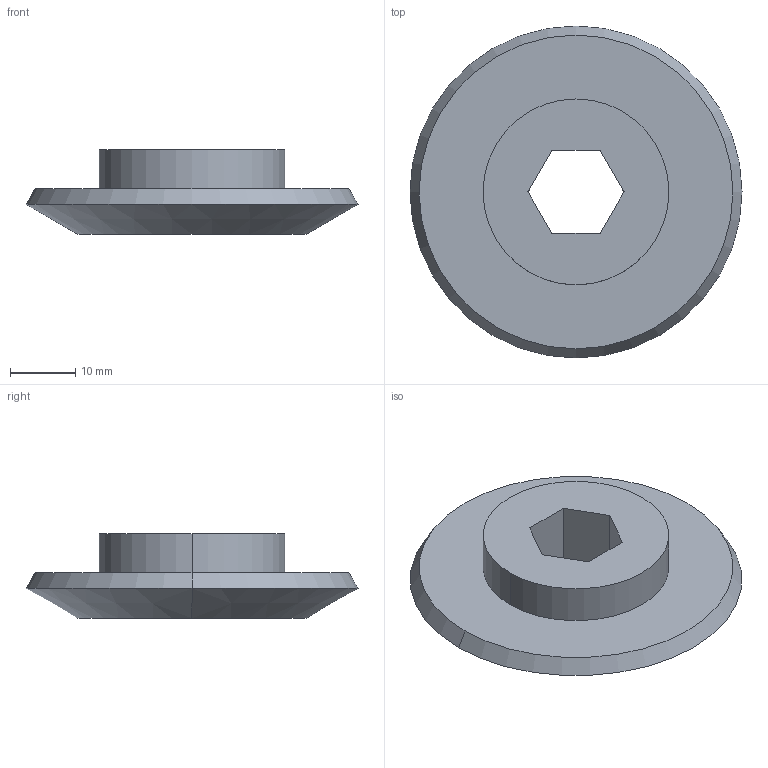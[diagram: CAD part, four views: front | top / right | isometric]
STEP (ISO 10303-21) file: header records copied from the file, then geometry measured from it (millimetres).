
FILE_DESCRIPTION (( 'STEP AP214' ), '1' );
FILE_NAME ('am-2735 32 tooth 16 dp 500 hex bevel gear.STEP', '2014-03-19T14:42:04', ( '' ), ( '' ), 'SwSTEP 2.0', 'SolidWorks 2010', '' );
FILE_SCHEMA (( 'AUTOMOTIVE_DESIGN' ));
Length unit declared in the file: inch
Products named in the file (1): am-2735 32 tooth 16 dp 500 hex bevel gear
Bounding box: 50.8 x 50.8 x 12.95 mm (x, y, z)
Volume: 13282.5 mm3; surface area: 5259 mm2
Topology: 1 solids, 1 shells, 15 faces, 34 edges, 22 vertices
Faces by surface type: plane 9, cone 4, cylinder 2
Entity records: 466 total; most frequent: DIRECTION 76, CARTESIAN_POINT 72, ORIENTED_EDGE 68, EDGE_CURVE 34, AXIS2_PLACEMENT_3D 26, VECTOR 24, LINE 24, VERTEX_POINT 22
